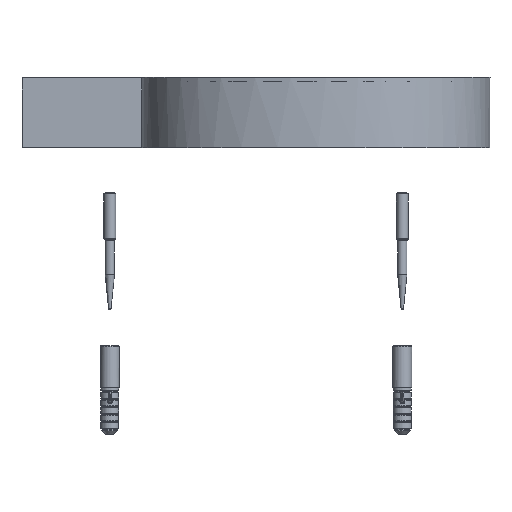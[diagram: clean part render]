
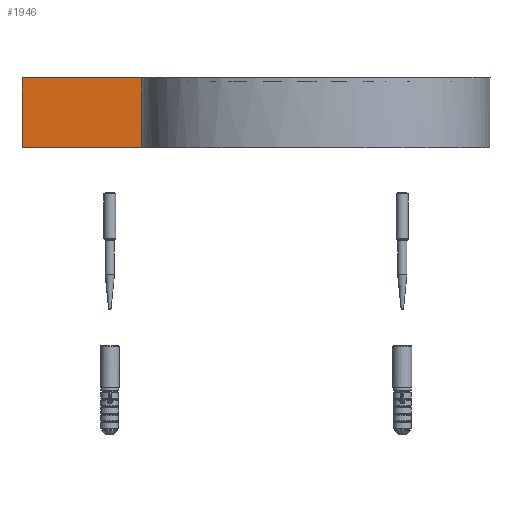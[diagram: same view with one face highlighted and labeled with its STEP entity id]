
A CAD part, left-side view. The second image highlights one B-rep face of the part: STEP entity #1946.
In plain terms, the highlighted planar face has unit normal (-1, 0, 0).
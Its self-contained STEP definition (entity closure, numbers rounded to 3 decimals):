
#167 = FACE_OUTER_BOUND ( 'NONE', #19615, .T. ) ;
#755 = DIRECTION ( 'NONE',  ( 0., 1., 0. ) ) ;
#1361 = VERTEX_POINT ( 'NONE', #18534 ) ;
#1946 = ADVANCED_FACE ( 'NONE', ( #167 ), #22707, .F. ) ;
#3199 = CARTESIAN_POINT ( 'NONE',  ( -14.966, 197.673, 1.75 ) ) ;
#5193 = EDGE_CURVE ( 'NONE', #1361, #25810, #12546, .T. ) ;
#5864 = LINE ( 'NONE', #14023, #11850 ) ;
#7093 = CARTESIAN_POINT ( 'NONE',  ( -14.966, 197.673, 2. ) ) ;
#10038 = VERTEX_POINT ( 'NONE', #27492 ) ;
#11258 = ORIENTED_EDGE ( 'NONE', *, *, #17693, .T. ) ;
#11516 = DIRECTION ( 'NONE',  ( 0., 0., -1. ) ) ;
#11850 = VECTOR ( 'NONE', #18631, 1000. ) ;
#12008 = AXIS2_PLACEMENT_3D ( 'NONE', #16041, #16325, #13887 ) ;
#12105 = LINE ( 'NONE', #16627, #21948 ) ;
#12546 = LINE ( 'NONE', #15094, #26273 ) ;
#13887 = DIRECTION ( 'NONE',  ( 0., 0., -1. ) ) ;
#14023 = CARTESIAN_POINT ( 'NONE',  ( -14.966, 0., -28. ) ) ;
#15094 = CARTESIAN_POINT ( 'NONE',  ( -14.966, 127.295, 2. ) ) ;
#16041 = CARTESIAN_POINT ( 'NONE',  ( -14.966, 197.673, 2. ) ) ;
#16308 = VERTEX_POINT ( 'NONE', #3199 ) ;
#16325 = DIRECTION ( 'NONE',  ( 1., 0., 0. ) ) ;
#16627 = CARTESIAN_POINT ( 'NONE',  ( -14.966, 197.673, 1.75 ) ) ;
#17693 = EDGE_CURVE ( 'NONE', #16308, #10038, #19814, .T. ) ;
#17785 = EDGE_CURVE ( 'NONE', #1361, #16308, #12105, .T. ) ;
#18534 = CARTESIAN_POINT ( 'NONE',  ( -14.966, 127.295, 1.75 ) ) ;
#18631 = DIRECTION ( 'NONE',  ( 0., 1., 0. ) ) ;
#19615 = EDGE_LOOP ( 'NONE', ( #25235, #23213, #11258, #21974 ) ) ;
#19814 = LINE ( 'NONE', #7093, #23378 ) ;
#20970 = CARTESIAN_POINT ( 'NONE',  ( -14.966, 127.295, -28. ) ) ;
#21865 = DIRECTION ( 'NONE',  ( 0., 0., -1. ) ) ;
#21948 = VECTOR ( 'NONE', #755, 1000. ) ;
#21974 = ORIENTED_EDGE ( 'NONE', *, *, #25733, .F. ) ;
#22707 = PLANE ( 'NONE',  #12008 ) ;
#23213 = ORIENTED_EDGE ( 'NONE', *, *, #17785, .T. ) ;
#23378 = VECTOR ( 'NONE', #11516, 1000. ) ;
#25235 = ORIENTED_EDGE ( 'NONE', *, *, #5193, .F. ) ;
#25733 = EDGE_CURVE ( 'NONE', #25810, #10038, #5864, .T. ) ;
#25810 = VERTEX_POINT ( 'NONE', #20970 ) ;
#26273 = VECTOR ( 'NONE', #21865, 1000. ) ;
#27492 = CARTESIAN_POINT ( 'NONE',  ( -14.966, 197.673, -28. ) ) ;
